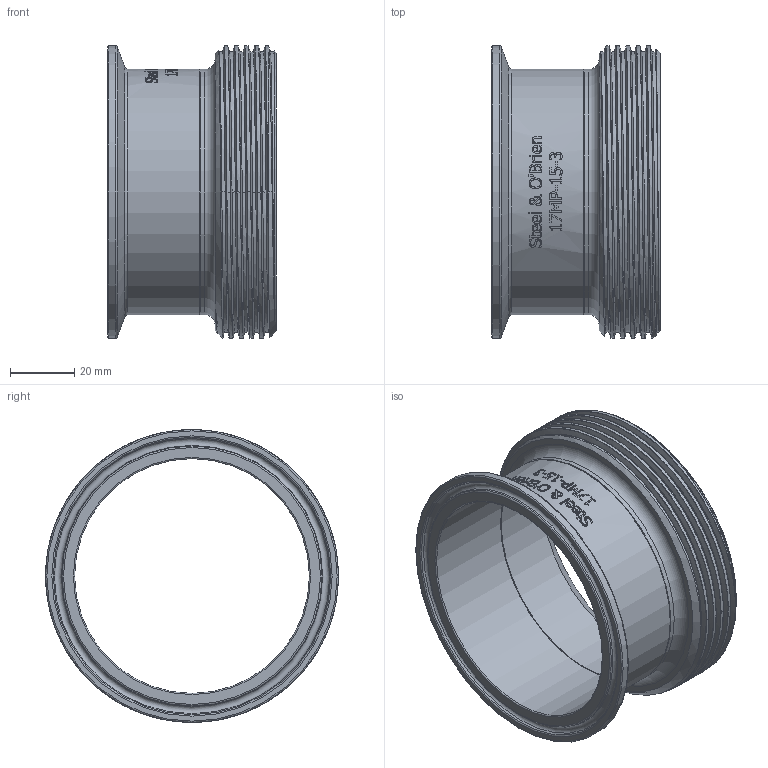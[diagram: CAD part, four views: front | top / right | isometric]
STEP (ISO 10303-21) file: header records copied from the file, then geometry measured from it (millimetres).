
FILE_DESCRIPTION(/* description */ (''),/* implementation_level */ '2;1');
FILE_NAME(/* name */ '17MP-15-3.stp',/* time_stamp */ '2022-01-20T08:13:09-05:00',/* author */ ('rick'),/* organization */ (''),/* preprocessor_version */ 'ST-DEVELOPER v18.1',/* originating_system */ 'Autodesk Inventor 2020',/* authorisation */ '');
FILE_SCHEMA (('AUTOMOTIVE_DESIGN { 1 0 10303 214 3 1 1 }'));
Length unit declared in the file: inch
Products named in the file (1): 17MP-15-3
Bounding box: 52.4 x 90.91 x 90.91 mm (x, y, z)
Volume: 55137.8 mm3; surface area: 35761.4 mm2
Topology: 1 solids, 1 shells, 391 faces, 1088 edges, 733 vertices
Faces by surface type: bspline 167, plane 155, cylinder 50, torus 12, cone 7
Full cylindrical faces by diameter (mm): 72.898 x2, 76.2 x2, 87.224 x5, 90.907 x5
Entity records: 19633 total; most frequent: CARTESIAN_POINT 10453, ORIENTED_EDGE 2176, DIRECTION 1431, EDGE_CURVE 1088, VERTEX_POINT 733, AXIS2_PLACEMENT_3D 482, LINE 467, VECTOR 467
